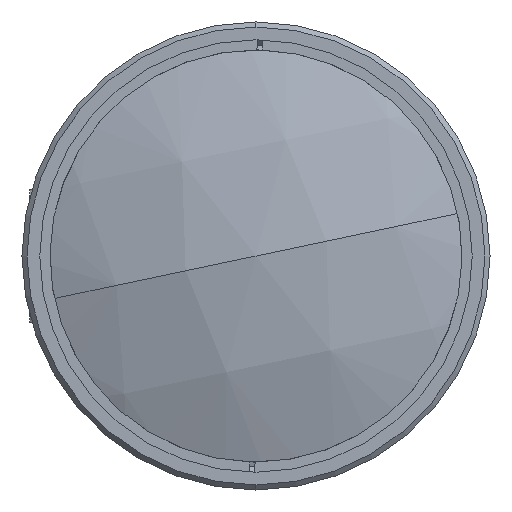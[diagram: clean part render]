
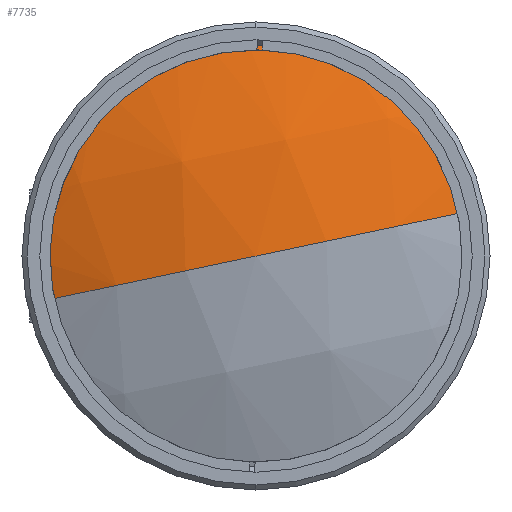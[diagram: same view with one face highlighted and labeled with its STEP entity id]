
A CAD part, left-side view. The second image highlights one B-rep face of the part: STEP entity #7735.
In plain terms, the highlighted spherical face has radius 111.155 mm.
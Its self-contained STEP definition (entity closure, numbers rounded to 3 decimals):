
#918 = EDGE_CURVE ( 'NONE', #8754, #8444, #4643, .T. ) ;
#1135 = DIRECTION ( 'NONE',  ( 0., -0.979, 0.206 ) ) ;
#1275 = DIRECTION ( 'NONE',  ( 0., 0.206, 0.979 ) ) ;
#1669 = AXIS2_PLACEMENT_3D ( 'NONE', #7022, #1275, #1135 ) ;
#2110 = DIRECTION ( 'NONE',  ( 0., -0.979, 0.206 ) ) ;
#2167 = VERTEX_POINT ( 'NONE', #2276 ) ;
#2276 = CARTESIAN_POINT ( 'NONE',  ( 2.001, 0., 0. ) ) ;
#2450 = CARTESIAN_POINT ( 'NONE',  ( 113.156, 0., 0. ) ) ;
#2842 = DIRECTION ( 'NONE',  ( 0., 0.206, 0.979 ) ) ;
#2997 = CARTESIAN_POINT ( 'NONE',  ( 10.039, -40.609, 8.552 ) ) ;
#3377 = CARTESIAN_POINT ( 'NONE',  ( 10.039, 40.609, -8.552 ) ) ;
#3523 = AXIS2_PLACEMENT_3D ( 'NONE', #2450, #4742, #5358 ) ;
#4009 = CARTESIAN_POINT ( 'NONE',  ( 10.039, 0., 0. ) ) ;
#4272 = CIRCLE ( 'NONE', #3523, 111.155 ) ;
#4643 = CIRCLE ( 'NONE', #9173, 41.5 ) ;
#4742 = DIRECTION ( 'NONE',  ( 0., -0.206, -0.979 ) ) ;
#4921 = FACE_OUTER_BOUND ( 'NONE', #8568, .T. ) ;
#5358 = DIRECTION ( 'NONE',  ( 0., 0.979, -0.206 ) ) ;
#6180 = ORIENTED_EDGE ( 'NONE', *, *, #918, .T. ) ;
#6348 = CARTESIAN_POINT ( 'NONE',  ( 113.156, 0., 0. ) ) ;
#6403 = ORIENTED_EDGE ( 'NONE', *, *, #8920, .F. ) ;
#6894 = ORIENTED_EDGE ( 'NONE', *, *, #8685, .T. ) ;
#6918 = DIRECTION ( 'NONE',  ( -1., 0., 0. ) ) ;
#7022 = CARTESIAN_POINT ( 'NONE',  ( 113.156, 0., 0. ) ) ;
#7735 = ADVANCED_FACE ( 'NONE', ( #4921 ), #8578, .T. ) ;
#7771 = AXIS2_PLACEMENT_3D ( 'NONE', #6348, #2842, #2110 ) ;
#8337 = DIRECTION ( 'NONE',  ( 0., -0.206, -0.979 ) ) ;
#8444 = VERTEX_POINT ( 'NONE', #3377 ) ;
#8568 = EDGE_LOOP ( 'NONE', ( #6180, #6894, #6403 ) ) ;
#8578 = SPHERICAL_SURFACE ( 'NONE', #1669, 111.155 ) ;
#8685 = EDGE_CURVE ( 'NONE', #8444, #2167, #9260, .T. ) ;
#8754 = VERTEX_POINT ( 'NONE', #2997 ) ;
#8920 = EDGE_CURVE ( 'NONE', #8754, #2167, #4272, .T. ) ;
#9173 = AXIS2_PLACEMENT_3D ( 'NONE', #4009, #6918, #8337 ) ;
#9260 = CIRCLE ( 'NONE', #7771, 111.155 ) ;
